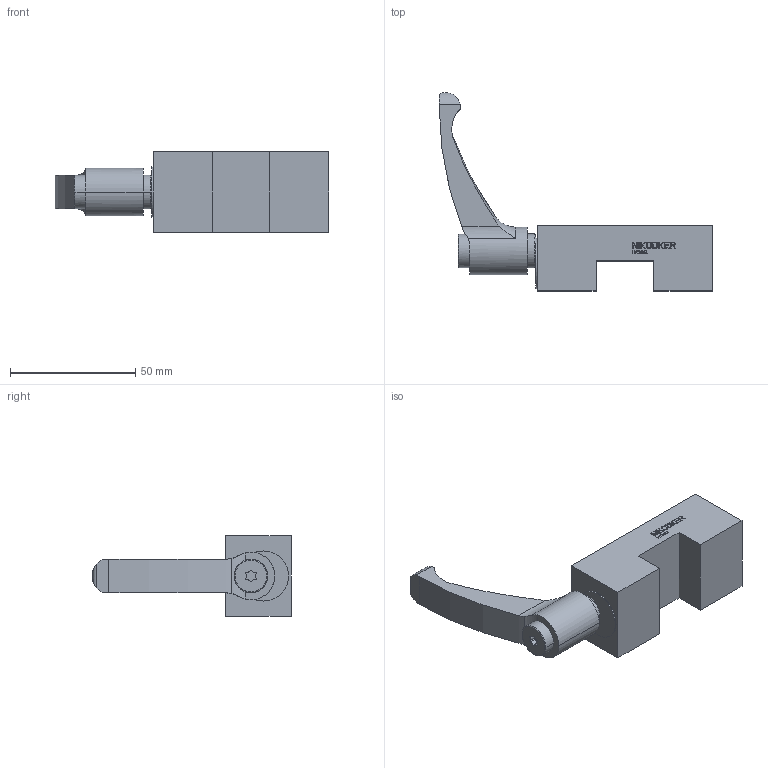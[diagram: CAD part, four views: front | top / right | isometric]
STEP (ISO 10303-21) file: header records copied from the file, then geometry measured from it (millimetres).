
FILE_DESCRIPTION((''),'2;1');
FILE_NAME('FF2501A','2023-07-02T10:10:15',('lx'),(''),'CREO PARAMETRIC BY PTC INC, 2018100','CREO PARAMETRIC BY PTC INC, 2018100','');
FILE_SCHEMA(('CONFIG_CONTROL_DESIGN'));
Length unit declared in the file: millimetre
Products named in the file (1): FF2501A
Bounding box: 109 x 79 x 32 mm (x, y, z)
Volume: 61958.2 mm3; surface area: 18779 mm2
Topology: 1 solids, 3 shells, 409 faces, 1125 edges, 750 vertices
Faces by surface type: plane 348, cylinder 51, cone 4, torus 4, bspline 2
Entity records: 13035 total; most frequent: CARTESIAN_POINT 2511, ORIENTED_EDGE 2248, DIRECTION 2025, EDGE_CURVE 1125, VECTOR 985, LINE 985, VERTEX_POINT 750, AXIS2_PLACEMENT_3D 520
